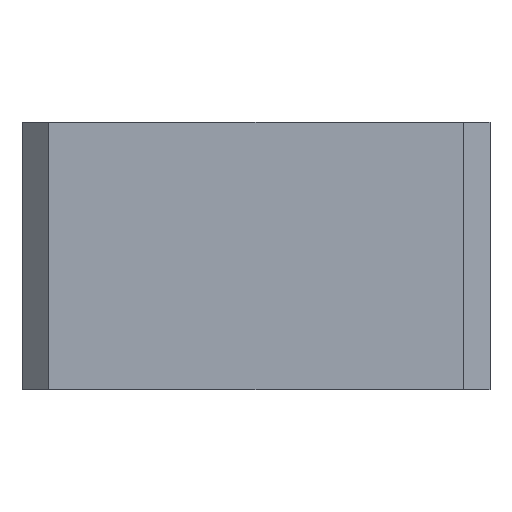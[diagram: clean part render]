
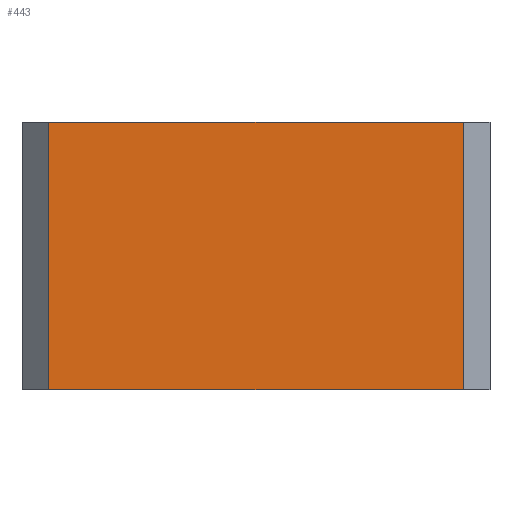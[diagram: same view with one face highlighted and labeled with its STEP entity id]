
A CAD part, front view. The second image highlights one B-rep face of the part: STEP entity #443.
In plain terms, the highlighted planar face has unit normal (0, -1, 0).
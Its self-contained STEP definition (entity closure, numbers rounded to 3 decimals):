
#35=FACE_OUTER_BOUND('',#62,.T.);
#62=EDGE_LOOP('',(#303,#304,#305,#306));
#98=LINE('',#651,#150);
#99=LINE('',#654,#151);
#100=LINE('',#656,#152);
#101=LINE('',#657,#153);
#150=VECTOR('',#525,10.);
#151=VECTOR('',#528,10.);
#152=VECTOR('',#529,10.);
#153=VECTOR('',#530,10.);
#199=VERTEX_POINT('',#644);
#202=VERTEX_POINT('',#649);
#203=VERTEX_POINT('',#653);
#204=VERTEX_POINT('',#655);
#242=EDGE_CURVE('',#202,#199,#98,.T.);
#243=EDGE_CURVE('',#202,#203,#99,.T.);
#244=EDGE_CURVE('',#204,#203,#100,.T.);
#245=EDGE_CURVE('',#199,#204,#101,.T.);
#303=ORIENTED_EDGE('',*,*,#242,.F.);
#304=ORIENTED_EDGE('',*,*,#243,.T.);
#305=ORIENTED_EDGE('',*,*,#244,.F.);
#306=ORIENTED_EDGE('',*,*,#245,.F.);
#420=PLANE('',#484);
#443=ADVANCED_FACE('',(#35),#420,.T.);
#484=AXIS2_PLACEMENT_3D('',#652,#526,#527);
#525=DIRECTION('',(0.,0.,1.));
#526=DIRECTION('center_axis',(0.,-1.,0.));
#527=DIRECTION('ref_axis',(1.,0.,0.));
#528=DIRECTION('',(1.,0.,0.));
#529=DIRECTION('',(0.,0.,-1.));
#530=DIRECTION('',(1.,0.,0.));
#644=CARTESIAN_POINT('',(-8.25,-10.,20.));
#649=CARTESIAN_POINT('',(-8.25,-10.,0.));
#651=CARTESIAN_POINT('',(-8.25,-10.,0.));
#652=CARTESIAN_POINT('Origin',(-10.25,-10.,0.));
#653=CARTESIAN_POINT('',(22.75,-10.,0.));
#654=CARTESIAN_POINT('',(-10.25,-10.,0.));
#655=CARTESIAN_POINT('',(22.75,-10.,20.));
#656=CARTESIAN_POINT('',(22.75,-10.,0.));
#657=CARTESIAN_POINT('',(-10.25,-10.,20.));
